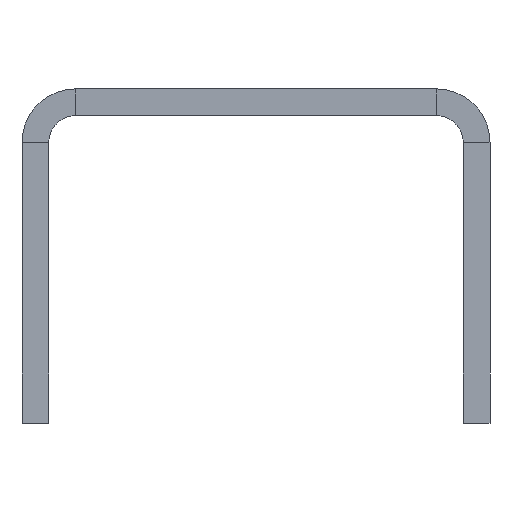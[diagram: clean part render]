
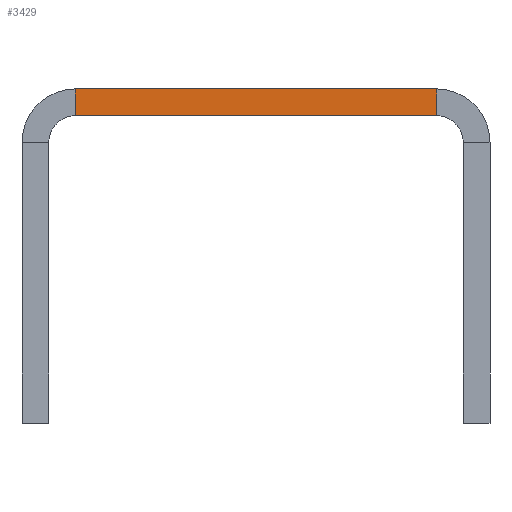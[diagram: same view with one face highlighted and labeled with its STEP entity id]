
A CAD part, front view. The second image highlights one B-rep face of the part: STEP entity #3429.
In plain terms, the highlighted planar face has unit normal (0, -1, 0).
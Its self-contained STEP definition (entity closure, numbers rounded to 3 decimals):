
#527=DIRECTION('',(0.,0.,-1.));
#528=VECTOR('',#527,4.);
#529=CARTESIAN_POINT('',(27.,-350.,25.));
#530=LINE('',#529,#528);
#531=DIRECTION('',(1.,0.,0.));
#532=VECTOR('',#531,54.);
#533=CARTESIAN_POINT('',(-27.,-350.,21.));
#534=LINE('',#533,#532);
#535=DIRECTION('',(1.,0.,0.));
#536=VECTOR('',#535,54.);
#537=CARTESIAN_POINT('',(-27.,-350.,25.));
#538=LINE('',#537,#536);
#881=DIRECTION('',(0.,0.,-1.));
#882=VECTOR('',#881,4.);
#883=CARTESIAN_POINT('',(-27.,-350.,25.));
#884=LINE('',#883,#882);
#2386=CARTESIAN_POINT('',(27.,-350.,25.));
#2388=VERTEX_POINT('',#2386);
#2398=CARTESIAN_POINT('',(-27.,-350.,25.));
#2400=VERTEX_POINT('',#2398);
#2402=CARTESIAN_POINT('',(27.,-350.,21.));
#2404=VERTEX_POINT('',#2402);
#2414=CARTESIAN_POINT('',(-27.,-350.,21.));
#2416=VERTEX_POINT('',#2414);
#3415=CARTESIAN_POINT('',(0.,-350.,23.));
#3416=DIRECTION('',(0.,-1.,0.));
#3417=DIRECTION('',(1.,0.,0.));
#3418=AXIS2_PLACEMENT_3D('',#3415,#3416,#3417);
#3419=PLANE('',#3418);
#3421=ORIENTED_EDGE('',*,*,#3420,.T.);
#3423=ORIENTED_EDGE('',*,*,#3422,.F.);
#3425=ORIENTED_EDGE('',*,*,#3424,.F.);
#3426=ORIENTED_EDGE('',*,*,#3266,.T.);
#3427=EDGE_LOOP('',(#3421,#3423,#3425,#3426));
#3428=FACE_OUTER_BOUND('',#3427,.F.);
#3429=ADVANCED_FACE('',(#3428),#3419,.T.);
#3266=EDGE_CURVE('',#2400,#2388,#538,.T.);
#3420=EDGE_CURVE('',#2388,#2404,#530,.T.);
#3422=EDGE_CURVE('',#2416,#2404,#534,.T.);
#3424=EDGE_CURVE('',#2400,#2416,#884,.T.);
